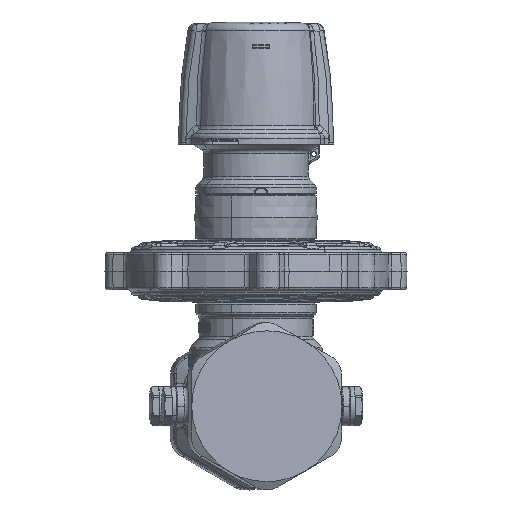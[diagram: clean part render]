
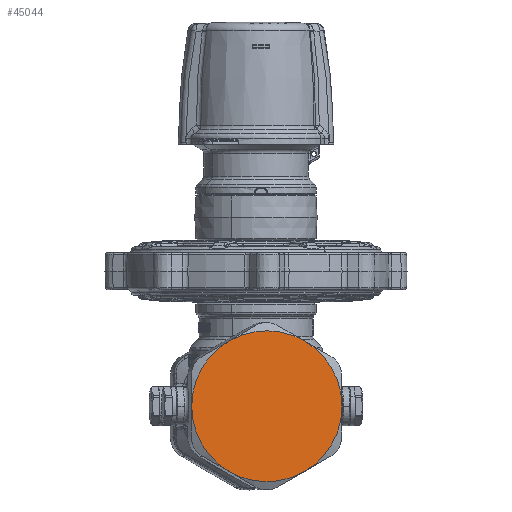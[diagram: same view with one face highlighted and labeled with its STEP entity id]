
A CAD part, front view. The second image highlights one B-rep face of the part: STEP entity #45044.
In plain terms, the highlighted planar face has unit normal (0.083, -0.997, 0).
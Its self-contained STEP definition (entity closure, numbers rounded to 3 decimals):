
#44778=CARTESIAN_POINT('Axis2P3D Location',(4.964,-59.794,0.5)) ;
#44782=CARTESIAN_POINT('Vertex',(21.447,-58.426,-29.777)) ;
#44784=CARTESIAN_POINT('Vertex',(22.155,-58.367,-29.378)) ;
#44806=CARTESIAN_POINT('Axis2P3D Location',(4.964,-59.794,0.5)) ;
#44810=CARTESIAN_POINT('Vertex',(-12.227,-61.221,-29.378)) ;
#44975=CARTESIAN_POINT('Axis2P3D Location',(4.964,-59.794,0.5)) ;
#44979=CARTESIAN_POINT('Vertex',(39.345,-56.94,0.5)) ;
#44996=CARTESIAN_POINT('Axis2P3D Location',(4.964,-59.794,35.)) ;
#45001=CARTESIAN_POINT('Axis2P3D Location',(4.964,-59.794,0.5)) ;
#45005=CARTESIAN_POINT('Vertex',(22.155,-58.367,30.378)) ;
#45008=CARTESIAN_POINT('Axis2P3D Location',(4.964,-59.794,0.5)) ;
#45012=CARTESIAN_POINT('Vertex',(-11.52,-61.163,30.777)) ;
#45015=CARTESIAN_POINT('Axis2P3D Location',(4.964,-59.794,0.5)) ;
#45019=CARTESIAN_POINT('Vertex',(-12.227,-61.221,30.378)) ;
#45022=CARTESIAN_POINT('Axis2P3D Location',(4.964,-59.794,0.5)) ;
#45026=CARTESIAN_POINT('Vertex',(-29.418,-62.648,0.5)) ;
#45029=CARTESIAN_POINT('Axis2P3D Location',(4.964,-59.794,0.5)) ;
#44779=DIRECTION('Axis2P3D Direction',(-0.083,0.997,0.)) ;
#44807=DIRECTION('Axis2P3D Direction',(-0.083,0.997,0.)) ;
#44976=DIRECTION('Axis2P3D Direction',(-0.083,0.997,0.)) ;
#44997=DIRECTION('Axis2P3D Direction',(0.083,-0.997,0.)) ;
#44998=DIRECTION('Axis2P3D XDirection',(0.997,0.083,0.)) ;
#45002=DIRECTION('Axis2P3D Direction',(0.083,-0.997,0.)) ;
#45009=DIRECTION('Axis2P3D Direction',(0.083,-0.997,0.)) ;
#45016=DIRECTION('Axis2P3D Direction',(0.083,-0.997,0.)) ;
#45023=DIRECTION('Axis2P3D Direction',(0.083,-0.997,0.)) ;
#45030=DIRECTION('Axis2P3D Direction',(0.083,-0.997,0.)) ;
#44780=AXIS2_PLACEMENT_3D('Circle Axis2P3D',#44778,#44779,$) ;
#44808=AXIS2_PLACEMENT_3D('Circle Axis2P3D',#44806,#44807,$) ;
#44977=AXIS2_PLACEMENT_3D('Circle Axis2P3D',#44975,#44976,$) ;
#44999=AXIS2_PLACEMENT_3D('Plane Axis2P3D',#44996,#44997,#44998) ;
#45003=AXIS2_PLACEMENT_3D('Circle Axis2P3D',#45001,#45002,$) ;
#45010=AXIS2_PLACEMENT_3D('Circle Axis2P3D',#45008,#45009,$) ;
#45017=AXIS2_PLACEMENT_3D('Circle Axis2P3D',#45015,#45016,$) ;
#45024=AXIS2_PLACEMENT_3D('Circle Axis2P3D',#45022,#45023,$) ;
#45031=AXIS2_PLACEMENT_3D('Circle Axis2P3D',#45029,#45030,$) ;
#44781=CIRCLE('generated circle',#44780,34.5) ;
#44809=CIRCLE('generated circle',#44808,34.5) ;
#44978=CIRCLE('generated circle',#44977,34.5) ;
#45004=CIRCLE('generated circle',#45003,34.5) ;
#45011=CIRCLE('generated circle',#45010,34.5) ;
#45018=CIRCLE('generated circle',#45017,34.5) ;
#45025=CIRCLE('generated circle',#45024,34.5) ;
#45032=CIRCLE('generated circle',#45031,34.5) ;
#45000=PLANE('',#44999) ;
#44786=EDGE_CURVE('',#44783,#44785,#44781,.F.) ;
#44812=EDGE_CURVE('',#44811,#44783,#44809,.F.) ;
#44981=EDGE_CURVE('',#44785,#44980,#44978,.F.) ;
#45007=EDGE_CURVE('',#44980,#45006,#45004,.T.) ;
#45014=EDGE_CURVE('',#45006,#45013,#45011,.T.) ;
#45021=EDGE_CURVE('',#45013,#45020,#45018,.T.) ;
#45028=EDGE_CURVE('',#45020,#45027,#45025,.T.) ;
#45033=EDGE_CURVE('',#45027,#44811,#45032,.T.) ;
#45035=ORIENTED_EDGE('',*,*,#44812,.T.) ;
#45036=ORIENTED_EDGE('',*,*,#44786,.T.) ;
#45037=ORIENTED_EDGE('',*,*,#44981,.T.) ;
#45038=ORIENTED_EDGE('',*,*,#45007,.T.) ;
#45039=ORIENTED_EDGE('',*,*,#45014,.T.) ;
#45040=ORIENTED_EDGE('',*,*,#45021,.T.) ;
#45041=ORIENTED_EDGE('',*,*,#45028,.T.) ;
#45042=ORIENTED_EDGE('',*,*,#45033,.T.) ;
#45034=EDGE_LOOP('',(#45035,#45036,#45037,#45038,#45039,#45040,#45041,#45042)) ;
#44783=VERTEX_POINT('',#44782) ;
#44785=VERTEX_POINT('',#44784) ;
#44811=VERTEX_POINT('',#44810) ;
#44980=VERTEX_POINT('',#44979) ;
#45006=VERTEX_POINT('',#45005) ;
#45013=VERTEX_POINT('',#45012) ;
#45020=VERTEX_POINT('',#45019) ;
#45027=VERTEX_POINT('',#45026) ;
#45044=ADVANCED_FACE('PartBody',(#45043),#45000,.T.) ;
#45043=FACE_OUTER_BOUND('',#45034,.T.) ;
